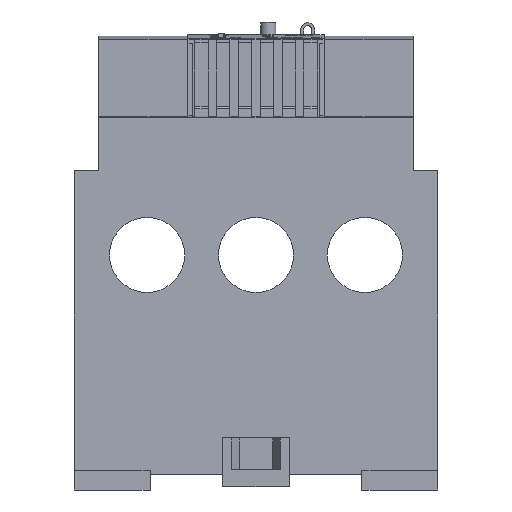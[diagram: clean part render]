
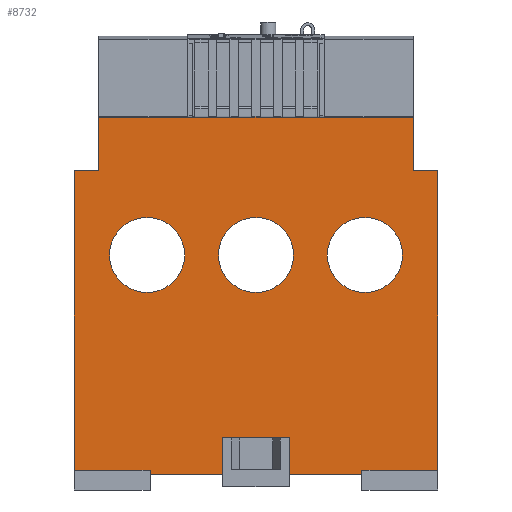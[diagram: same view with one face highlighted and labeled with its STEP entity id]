
A CAD part, front view. The second image highlights one B-rep face of the part: STEP entity #8732.
In plain terms, the highlighted planar face has unit normal (0, -1, 0).
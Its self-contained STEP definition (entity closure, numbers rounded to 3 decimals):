
#8732=ADVANCED_FACE('',(#23158,#23159,#23160,#23161),#23162,.F.);
#8950=VERTEX_POINT('',#23494);
#8956=VERTEX_POINT('',#23500);
#8958=EDGE_CURVE('',#8956,#8950,#23502,.T.);
#8966=VERTEX_POINT('',#23510);
#8972=VERTEX_POINT('',#23516);
#8974=EDGE_CURVE('',#8972,#8966,#23518,.T.);
#8982=VERTEX_POINT('',#23526);
#8988=VERTEX_POINT('',#23532);
#8990=EDGE_CURVE('',#8988,#8982,#23534,.T.);
#12304=VERTEX_POINT('',#26848);
#12308=VERTEX_POINT('',#26852);
#12310=EDGE_CURVE('',#12304,#12308,#26854,.T.);
#18440=VERTEX_POINT('',#32984);
#18442=VERTEX_POINT('',#32986);
#18444=EDGE_CURVE('',#18440,#18442,#32988,.T.);
#18472=VERTEX_POINT('',#33016);
#18474=EDGE_CURVE('',#18472,#18440,#33018,.T.);
#18524=VERTEX_POINT('',#33068);
#18526=EDGE_CURVE('',#18442,#18524,#33070,.T.);
#18538=VERTEX_POINT('',#33082);
#18540=EDGE_CURVE('',#18472,#18538,#33084,.T.);
#18702=VERTEX_POINT('',#33246);
#18706=EDGE_CURVE('',#18702,#18524,#33250,.T.);
#18958=VERTEX_POINT('',#33502);
#18962=VERTEX_POINT('',#33506);
#18964=EDGE_CURVE('',#18958,#18962,#33508,.T.);
#19038=VERTEX_POINT('',#33582);
#19042=VERTEX_POINT('',#33586);
#19044=EDGE_CURVE('',#19038,#19042,#33588,.T.);
#19096=VERTEX_POINT('',#33640);
#19098=EDGE_CURVE('',#19096,#18538,#33642,.T.);
#19272=VERTEX_POINT('',#33816);
#19276=EDGE_CURVE('',#18702,#19272,#33820,.T.);
#19280=EDGE_CURVE('',#19272,#18962,#33824,.T.);
#19286=VERTEX_POINT('',#33830);
#19288=EDGE_CURVE('',#19286,#18958,#33832,.T.);
#19290=EDGE_CURVE('',#12308,#19286,#33834,.T.);
#19292=VERTEX_POINT('',#33836);
#19294=EDGE_CURVE('',#19292,#12304,#33838,.T.);
#19296=EDGE_CURVE('',#19042,#19292,#33840,.T.);
#19298=EDGE_CURVE('',#19038,#19096,#33842,.T.);
#19300=EDGE_CURVE('',#8950,#8956,#33844,.T.);
#19302=EDGE_CURVE('',#8966,#8972,#33846,.T.);
#19304=EDGE_CURVE('',#8982,#8988,#33848,.T.);
#23158=FACE_OUTER_BOUND('',#37692,.T.);
#23159=FACE_BOUND('',#37693,.T.);
#23160=FACE_BOUND('',#37694,.T.);
#23161=FACE_BOUND('',#37695,.T.);
#23162=PLANE('',#37696);
#23494=CARTESIAN_POINT('',(36.401,22.25,77.65));
#23500=CARTESIAN_POINT('',(11.601,22.25,77.65));
#23502=CIRCLE('',#38039,12.4);
#23510=CARTESIAN_POINT('',(72.401,22.25,77.65));
#23516=CARTESIAN_POINT('',(47.601,22.25,77.65));
#23518=CIRCLE('',#38061,12.4);
#23526=CARTESIAN_POINT('',(108.401,22.25,77.65));
#23532=CARTESIAN_POINT('',(83.601,22.25,77.65));
#23534=CIRCLE('',#38083,12.4);
#26848=CARTESIAN_POINT('',(8.001,22.25,123.152));
#26852=CARTESIAN_POINT('',(112.001,22.25,123.152));
#26854=LINE('',#43281,#43282);
#32984=CARTESIAN_POINT('',(49.001,22.25,17.2));
#32986=CARTESIAN_POINT('',(71.001,22.25,17.2));
#32988=LINE('',#53128,#53129);
#33016=CARTESIAN_POINT('',(49.001,22.25,5.0));
#33018=LINE('',#53174,#53175);
#33068=CARTESIAN_POINT('',(71.001,22.25,5.0));
#33070=LINE('',#53258,#53259);
#33082=CARTESIAN_POINT('',(25.001,22.25,5.0));
#33084=LINE('',#53282,#53283);
#33246=CARTESIAN_POINT('',(95.001,22.25,5.0));
#33250=LINE('',#53536,#53537);
#33502=CARTESIAN_POINT('',(120.001,22.25,105.5));
#33506=CARTESIAN_POINT('',(120.001,22.25,6.5));
#33508=LINE('',#53940,#53941);
#33582=CARTESIAN_POINT('',(0.001,22.25,6.5));
#33586=CARTESIAN_POINT('',(0.001,22.25,105.5));
#33588=LINE('',#54060,#54061);
#33640=CARTESIAN_POINT('',(25.001,22.25,6.5));
#33642=LINE('',#54144,#54145);
#33816=CARTESIAN_POINT('',(95.001,22.25,6.5));
#33820=LINE('',#54420,#54421);
#33824=LINE('',#54428,#54429);
#33830=CARTESIAN_POINT('',(112.001,22.25,105.5));
#33832=LINE('',#54442,#54443);
#33834=LINE('',#54446,#54447);
#33836=CARTESIAN_POINT('',(8.001,22.25,105.5));
#33838=LINE('',#54452,#54453);
#33840=LINE('',#54456,#54457);
#33842=LINE('',#54460,#54461);
#33844=CIRCLE('',#54464,12.4);
#33846=CIRCLE('',#54467,12.4);
#33848=CIRCLE('',#54470,12.4);
#37692=EDGE_LOOP('',(#65629,#65630,#65631,#65632,#65633,#65634,#65635,#65636,#65637,#65638,#65639,#65640,#65641,#65642,#65643,#65644));
#37693=EDGE_LOOP('',(#65645,#65646));
#37694=EDGE_LOOP('',(#65647,#65648));
#37695=EDGE_LOOP('',(#65649,#65650));
#37696=AXIS2_PLACEMENT_3D('',#65651,#65652,#65653);
#38039=AXIS2_PLACEMENT_3D('',#66622,#66623,#66624);
#38061=AXIS2_PLACEMENT_3D('',#66630,#66631,#66632);
#38083=AXIS2_PLACEMENT_3D('',#66638,#66639,#66640);
#43281=CARTESIAN_POINT('',(30.001,22.25,123.152));
#43282=VECTOR('',#68061,1.0);
#53128=CARTESIAN_POINT('',(60.001,22.25,17.2));
#53129=VECTOR('',#70487,1.0);
#53174=CARTESIAN_POINT('',(49.001,22.25,39.907));
#53175=VECTOR('',#70495,1.0);
#53258=CARTESIAN_POINT('',(71.001,22.25,39.907));
#53259=VECTOR('',#70511,1.0);
#53282=CARTESIAN_POINT('',(120.001,22.25,5.0));
#53283=VECTOR('',#70516,1.0);
#53536=CARTESIAN_POINT('',(120.001,22.25,5.0));
#53537=VECTOR('',#70560,1.0);
#53940=CARTESIAN_POINT('',(120.001,22.25,105.5));
#53941=VECTOR('',#70653,1.0);
#54060=CARTESIAN_POINT('',(0.001,22.25,5.0));
#54061=VECTOR('',#70678,1.0);
#54144=CARTESIAN_POINT('',(25.001,22.25,36.982));
#54145=VECTOR('',#70693,1.0);
#54420=CARTESIAN_POINT('',(95.001,22.25,36.982));
#54421=VECTOR('',#70777,1.0);
#54428=CARTESIAN_POINT('',(83.751,22.25,6.5));
#54429=VECTOR('',#70779,1.0);
#54442=CARTESIAN_POINT('',(112.001,22.25,105.5));
#54443=VECTOR('',#70782,1.0);
#54446=CARTESIAN_POINT('',(112.001,22.25,138.511));
#54447=VECTOR('',#70783,1.0);
#54452=CARTESIAN_POINT('',(8.001,22.25,105.5));
#54453=VECTOR('',#70784,1.0);
#54456=CARTESIAN_POINT('',(0.001,22.25,105.5));
#54457=VECTOR('',#70785,1.0);
#54460=CARTESIAN_POINT('',(36.251,22.25,6.5));
#54461=VECTOR('',#70786,1.0);
#54464=AXIS2_PLACEMENT_3D('',#70787,#70788,#70789);
#54467=AXIS2_PLACEMENT_3D('',#70790,#70791,#70792);
#54470=AXIS2_PLACEMENT_3D('',#70793,#70794,#70795);
#65629=ORIENTED_EDGE('',*,*,#18526,.T.);
#65630=ORIENTED_EDGE('',*,*,#18706,.F.);
#65631=ORIENTED_EDGE('',*,*,#19276,.T.);
#65632=ORIENTED_EDGE('',*,*,#19280,.T.);
#65633=ORIENTED_EDGE('',*,*,#18964,.F.);
#65634=ORIENTED_EDGE('',*,*,#19288,.F.);
#65635=ORIENTED_EDGE('',*,*,#19290,.F.);
#65636=ORIENTED_EDGE('',*,*,#12310,.F.);
#65637=ORIENTED_EDGE('',*,*,#19294,.F.);
#65638=ORIENTED_EDGE('',*,*,#19296,.F.);
#65639=ORIENTED_EDGE('',*,*,#19044,.F.);
#65640=ORIENTED_EDGE('',*,*,#19298,.T.);
#65641=ORIENTED_EDGE('',*,*,#19098,.T.);
#65642=ORIENTED_EDGE('',*,*,#18540,.F.);
#65643=ORIENTED_EDGE('',*,*,#18474,.T.);
#65644=ORIENTED_EDGE('',*,*,#18444,.T.);
#65645=ORIENTED_EDGE('',*,*,#19300,.T.);
#65646=ORIENTED_EDGE('',*,*,#8958,.T.);
#65647=ORIENTED_EDGE('',*,*,#19302,.T.);
#65648=ORIENTED_EDGE('',*,*,#8974,.T.);
#65649=ORIENTED_EDGE('',*,*,#19304,.T.);
#65650=ORIENTED_EDGE('',*,*,#8990,.T.);
#65651=CARTESIAN_POINT('',(60.001,22.25,70.714));
#65652=DIRECTION('',(-0.0,1.0,0.0));
#65653=DIRECTION('',(1.0,0.0,0.0));
#66622=CARTESIAN_POINT('',(24.001,22.25,77.65));
#66623=DIRECTION('',(-0.0,1.0,0.0));
#66624=DIRECTION('',(1.0,0.0,0.0));
#66630=CARTESIAN_POINT('',(60.001,22.25,77.65));
#66631=DIRECTION('',(-0.0,1.0,0.0));
#66632=DIRECTION('',(1.0,0.0,0.0));
#66638=CARTESIAN_POINT('',(96.001,22.25,77.65));
#66639=DIRECTION('',(-0.0,1.0,0.0));
#66640=DIRECTION('',(1.0,0.0,0.0));
#68061=DIRECTION('',(1.0,0.0,0.0));
#70487=DIRECTION('',(1.0,0.0,0.0));
#70495=DIRECTION('',(0.0,0.0,1.0));
#70511=DIRECTION('',(0.0,0.0,-1.0));
#70516=DIRECTION('',(-1.0,0.0,0.0));
#70560=DIRECTION('',(-1.0,0.0,0.0));
#70653=DIRECTION('',(0.0,0.0,-1.0));
#70678=DIRECTION('',(0.0,0.0,1.0));
#70693=DIRECTION('',(0.0,0.0,-1.0));
#70777=DIRECTION('',(0.0,0.0,1.0));
#70779=DIRECTION('',(1.0,0.0,0.0));
#70782=DIRECTION('',(1.0,0.0,0.0));
#70783=DIRECTION('',(0.0,0.0,-1.0));
#70784=DIRECTION('',(0.0,0.0,1.0));
#70785=DIRECTION('',(1.0,0.0,0.0));
#70786=DIRECTION('',(1.0,0.0,0.0));
#70787=CARTESIAN_POINT('',(24.001,22.25,77.65));
#70788=DIRECTION('',(-0.0,1.0,0.0));
#70789=DIRECTION('',(1.0,0.0,0.0));
#70790=CARTESIAN_POINT('',(60.001,22.25,77.65));
#70791=DIRECTION('',(-0.0,1.0,0.0));
#70792=DIRECTION('',(1.0,0.0,0.0));
#70793=CARTESIAN_POINT('',(96.001,22.25,77.65));
#70794=DIRECTION('',(-0.0,1.0,0.0));
#70795=DIRECTION('',(1.0,0.0,0.0));
